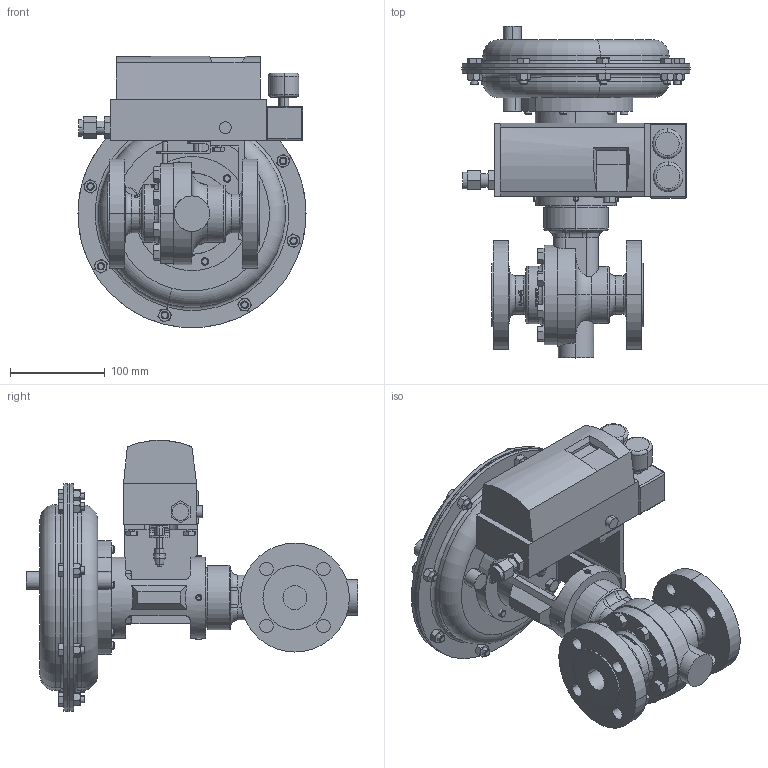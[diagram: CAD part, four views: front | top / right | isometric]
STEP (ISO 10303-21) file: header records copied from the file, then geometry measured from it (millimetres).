
FILE_DESCRIPTION (( 'STEP AP203' ), '1' );
FILE_NAME ('70SP-100-CS+S6-I8-35M-16IQ.STEP', '2017-09-11T17:25:33', ( '' ), ( '' ), 'SwSTEP 2.0', 'SolidWorks 2014', '' );
FILE_SCHEMA (( 'CONFIG_CONTROL_DESIGN' ));
Length unit declared in the file: inch
Products named in the file (1): 70SP-100-CS+S6-I8-35M-16IQ
Bounding box: 240.92 x 350.56 x 286.54 mm (x, y, z)
Volume: 5131555.8 mm3; surface area: 669134.7 mm2
Topology: 54 solids, 54 shells, 1251 faces, 2783 edges, 1706 vertices
Faces by surface type: plane 514, cone 350, cylinder 228, bspline 120, torus 37, sphere 2
Entity records: 54176 total; most frequent: CARTESIAN_POINT 27881, ORIENTED_EDGE 5542, DIRECTION 5055, EDGE_CURVE 2771, AXIS2_PLACEMENT_3D 1964, VERTEX_POINT 1706, EDGE_LOOP 1349, ADVANCED_FACE 1251
